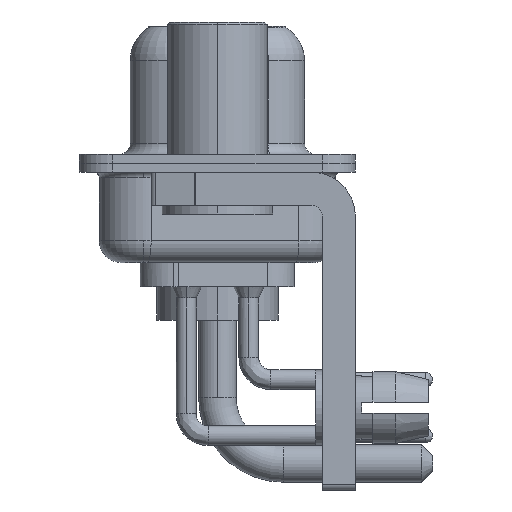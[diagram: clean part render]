
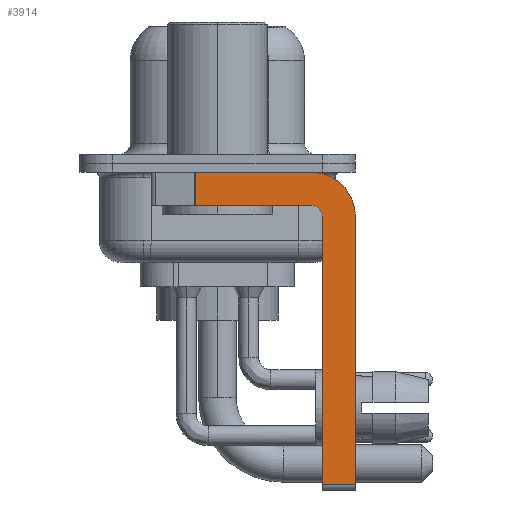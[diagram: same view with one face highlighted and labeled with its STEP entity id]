
A CAD part, left-side view. The second image highlights one B-rep face of the part: STEP entity #3914.
In plain terms, the highlighted planar face has unit normal (-1, 0, 0).
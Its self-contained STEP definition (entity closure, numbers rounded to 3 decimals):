
#83 = DIRECTION ( 'NONE',  ( 0., -1., 0. ) ) ;
#572 = VERTEX_POINT ( 'NONE', #17325 ) ;
#829 = DIRECTION ( 'NONE',  ( 0., 0., 1. ) ) ;
#950 = CARTESIAN_POINT ( 'NONE',  ( -2.9, -6.25, -2.4 ) ) ;
#1105 = VECTOR ( 'NONE', #829, 1000. ) ;
#1337 = AXIS2_PLACEMENT_3D ( 'NONE', #6884, #17746, #1937 ) ;
#1495 = VERTEX_POINT ( 'NONE', #8353 ) ;
#1837 = CARTESIAN_POINT ( 'NONE',  ( -2.9, 0.978, -1.9 ) ) ;
#1937 = DIRECTION ( 'NONE',  ( 0., 0., -1. ) ) ;
#3142 = VERTEX_POINT ( 'NONE', #14396 ) ;
#3634 = CARTESIAN_POINT ( 'NONE',  ( -2.9, -4.75, -14.8 ) ) ;
#3740 = EDGE_CURVE ( 'NONE', #15835, #6155, #19175, .T. ) ;
#3914 = ADVANCED_FACE ( 'NONE', ( #16091 ), #19410, .F. ) ;
#4247 = CARTESIAN_POINT ( 'NONE',  ( -2.9, -4.25, -14.55 ) ) ;
#4658 = DIRECTION ( 'NONE',  ( 0., -1., 0. ) ) ;
#4795 = ORIENTED_EDGE ( 'NONE', *, *, #17465, .T. ) ;
#5195 = EDGE_CURVE ( 'NONE', #9296, #3142, #18408, .T. ) ;
#5213 = EDGE_CURVE ( 'NONE', #572, #1495, #19182, .T. ) ;
#5585 = DIRECTION ( 'NONE',  ( 0., 0., -1. ) ) ;
#5911 = CARTESIAN_POINT ( 'NONE',  ( -2.9, -4.25, -2.4 ) ) ;
#6155 = VERTEX_POINT ( 'NONE', #6962 ) ;
#6766 = VERTEX_POINT ( 'NONE', #10807 ) ;
#6874 = VECTOR ( 'NONE', #10306, 1000. ) ;
#6884 = CARTESIAN_POINT ( 'NONE',  ( -2.9, -4.25, -2.4 ) ) ;
#6912 = LINE ( 'NONE', #19848, #6874 ) ;
#6962 = CARTESIAN_POINT ( 'NONE',  ( -2.9, -6.25, -2.4 ) ) ;
#7310 = CARTESIAN_POINT ( 'NONE',  ( -2.9, -4.25, -0.4 ) ) ;
#8146 = ORIENTED_EDGE ( 'NONE', *, *, #10871, .F. ) ;
#8353 = CARTESIAN_POINT ( 'NONE',  ( -2.9, -4.25, -1.9 ) ) ;
#9296 = VERTEX_POINT ( 'NONE', #14381 ) ;
#10222 = AXIS2_PLACEMENT_3D ( 'NONE', #13410, #19749, #5585 ) ;
#10306 = DIRECTION ( 'NONE',  ( 0., 0., -1. ) ) ;
#10467 = EDGE_CURVE ( 'NONE', #6155, #3142, #16872, .T. ) ;
#10677 = ORIENTED_EDGE ( 'NONE', *, *, #5195, .T. ) ;
#10807 = CARTESIAN_POINT ( 'NONE',  ( -2.9, 0.978, -0.4 ) ) ;
#10871 = EDGE_CURVE ( 'NONE', #9296, #572, #17788, .T. ) ;
#11789 = DIRECTION ( 'NONE',  ( 0., 0., -1. ) ) ;
#12226 = AXIS2_PLACEMENT_3D ( 'NONE', #5911, #17263, #18608 ) ;
#12382 = ORIENTED_EDGE ( 'NONE', *, *, #5213, .F. ) ;
#12801 = VECTOR ( 'NONE', #19855, 1000. ) ;
#13156 = EDGE_LOOP ( 'NONE', ( #14334, #4795, #17086, #12382, #8146, #10677, #18730, #20266 ) ) ;
#13410 = CARTESIAN_POINT ( 'NONE',  ( -2.9, -4.25, -2.4 ) ) ;
#14216 = CARTESIAN_POINT ( 'NONE',  ( -2.9, 3., -0.4 ) ) ;
#14334 = ORIENTED_EDGE ( 'NONE', *, *, #17830, .F. ) ;
#14381 = CARTESIAN_POINT ( 'NONE',  ( -2.9, -4.75, -14.55 ) ) ;
#14396 = CARTESIAN_POINT ( 'NONE',  ( -2.9, -6.25, -14.55 ) ) ;
#15110 = VECTOR ( 'NONE', #83, 1000. ) ;
#15633 = VERTEX_POINT ( 'NONE', #1837 ) ;
#15835 = VERTEX_POINT ( 'NONE', #7310 ) ;
#15885 = LINE ( 'NONE', #14216, #15110 ) ;
#16091 = FACE_OUTER_BOUND ( 'NONE', #13156, .T. ) ;
#16872 = LINE ( 'NONE', #950, #19261 ) ;
#17086 = ORIENTED_EDGE ( 'NONE', *, *, #18907, .F. ) ;
#17263 = DIRECTION ( 'NONE',  ( -1., 0., 0. ) ) ;
#17325 = CARTESIAN_POINT ( 'NONE',  ( -2.9, -4.75, -2.4 ) ) ;
#17465 = EDGE_CURVE ( 'NONE', #6766, #15633, #6912, .T. ) ;
#17746 = DIRECTION ( 'NONE',  ( 1., 0., 0. ) ) ;
#17788 = LINE ( 'NONE', #3634, #1105 ) ;
#17830 = EDGE_CURVE ( 'NONE', #6766, #15835, #15885, .T. ) ;
#18085 = CARTESIAN_POINT ( 'NONE',  ( -2.9, -4.25, -1.9 ) ) ;
#18408 = LINE ( 'NONE', #4247, #18505 ) ;
#18484 = LINE ( 'NONE', #18085, #12801 ) ;
#18505 = VECTOR ( 'NONE', #4658, 1000. ) ;
#18608 = DIRECTION ( 'NONE',  ( 0., 0., 1. ) ) ;
#18730 = ORIENTED_EDGE ( 'NONE', *, *, #10467, .F. ) ;
#18907 = EDGE_CURVE ( 'NONE', #1495, #15633, #18484, .T. ) ;
#19175 = CIRCLE ( 'NONE', #10222, 2. ) ;
#19182 = CIRCLE ( 'NONE', #12226, 0.5 ) ;
#19261 = VECTOR ( 'NONE', #11789, 1000. ) ;
#19410 = PLANE ( 'NONE',  #1337 ) ;
#19749 = DIRECTION ( 'NONE',  ( 1., 0., 0. ) ) ;
#19848 = CARTESIAN_POINT ( 'NONE',  ( -2.9, 0.978, -1.9 ) ) ;
#19855 = DIRECTION ( 'NONE',  ( 0., 1., 0. ) ) ;
#20266 = ORIENTED_EDGE ( 'NONE', *, *, #3740, .F. ) ;
